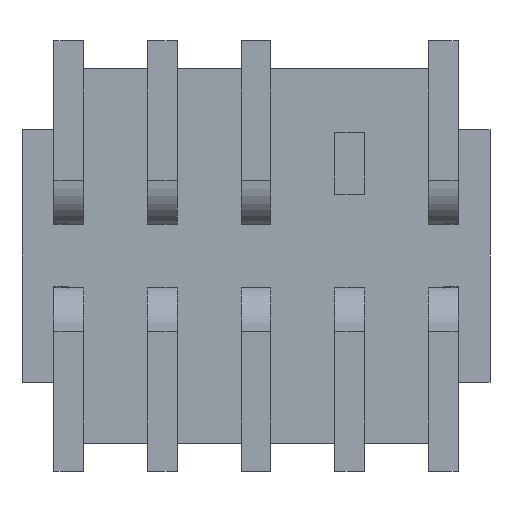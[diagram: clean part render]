
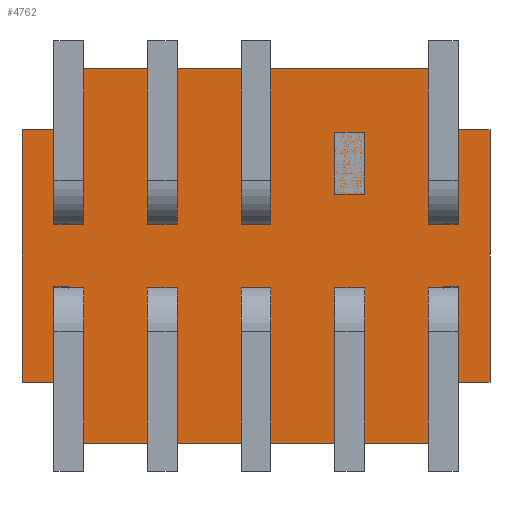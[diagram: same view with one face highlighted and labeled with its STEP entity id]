
A CAD part, front view. The second image highlights one B-rep face of the part: STEP entity #4762.
In plain terms, the highlighted planar face has unit normal (0, -1, 0).
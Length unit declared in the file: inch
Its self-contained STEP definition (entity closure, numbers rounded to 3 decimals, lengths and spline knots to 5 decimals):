
#1218=ORIENTED_EDGE('',*,*,#2030,.T.);
#1219=ORIENTED_EDGE('',*,*,#1999,.T.);
#1220=ORIENTED_EDGE('',*,*,#1992,.T.);
#1221=ORIENTED_EDGE('',*,*,#2017,.T.);
#1222=ORIENTED_EDGE('',*,*,#2031,.T.);
#1223=ORIENTED_EDGE('',*,*,#2007,.T.);
#1224=ORIENTED_EDGE('',*,*,#2000,.T.);
#1225=ORIENTED_EDGE('',*,*,#2021,.T.);
#1226=ORIENTED_EDGE('',*,*,#1985,.T.);
#1227=ORIENTED_EDGE('',*,*,#2032,.T.);
#1228=ORIENTED_EDGE('',*,*,#2015,.T.);
#1229=ORIENTED_EDGE('',*,*,#1989,.T.);
#1230=ORIENTED_EDGE('',*,*,#1977,.T.);
#1231=ORIENTED_EDGE('',*,*,#2033,.T.);
#1232=ORIENTED_EDGE('',*,*,#2011,.T.);
#1233=ORIENTED_EDGE('',*,*,#1981,.T.);
#1234=ORIENTED_EDGE('',*,*,#1953,.F.);
#1235=ORIENTED_EDGE('',*,*,#2034,.T.);
#1236=ORIENTED_EDGE('',*,*,#1823,.T.);
#1237=ORIENTED_EDGE('',*,*,#2035,.T.);
#1238=ORIENTED_EDGE('',*,*,#1846,.F.);
#1239=ORIENTED_EDGE('',*,*,#1957,.F.);
#1240=ORIENTED_EDGE('',*,*,#1853,.F.);
#1241=ORIENTED_EDGE('',*,*,#2036,.T.);
#1242=ORIENTED_EDGE('',*,*,#2037,.T.);
#1243=ORIENTED_EDGE('',*,*,#2038,.T.);
#1244=ORIENTED_EDGE('',*,*,#1950,.F.);
#1245=ORIENTED_EDGE('',*,*,#1975,.F.);
#1823=EDGE_CURVE('',#2338,#2337,#2900,.T.);
#1846=EDGE_CURVE('',#2356,#2353,#2923,.T.);
#1853=EDGE_CURVE('',#2362,#2363,#2930,.T.);
#1950=EDGE_CURVE('',#2435,#2432,#3027,.T.);
#1953=EDGE_CURVE('',#2438,#2439,#3030,.T.);
#1957=EDGE_CURVE('',#2363,#2356,#3034,.T.);
#1975=EDGE_CURVE('',#2439,#2435,#3052,.T.);
#1977=EDGE_CURVE('',#2455,#2453,#3054,.T.);
#1981=EDGE_CURVE('',#2457,#2455,#3058,.T.);
#1985=EDGE_CURVE('',#2461,#2459,#3062,.T.);
#1989=EDGE_CURVE('',#2463,#2461,#3066,.T.);
#1992=EDGE_CURVE('',#2465,#2466,#3069,.T.);
#1999=EDGE_CURVE('',#2470,#2465,#3076,.T.);
#2000=EDGE_CURVE('',#2471,#2472,#3077,.T.);
#2007=EDGE_CURVE('',#2476,#2471,#3084,.T.);
#2011=EDGE_CURVE('',#2478,#2457,#3088,.T.);
#2015=EDGE_CURVE('',#2480,#2463,#3092,.T.);
#2017=EDGE_CURVE('',#2466,#2481,#3094,.T.);
#2021=EDGE_CURVE('',#2472,#2483,#3098,.T.);
#2030=EDGE_CURVE('',#2481,#2470,#3107,.T.);
#2031=EDGE_CURVE('',#2483,#2476,#3108,.T.);
#2032=EDGE_CURVE('',#2459,#2480,#3109,.T.);
#2033=EDGE_CURVE('',#2453,#2478,#3110,.T.);
#2034=EDGE_CURVE('',#2438,#2338,#3111,.T.);
#2035=EDGE_CURVE('',#2337,#2353,#3112,.T.);
#2036=EDGE_CURVE('',#2362,#2487,#3113,.T.);
#2037=EDGE_CURVE('',#2487,#2488,#3114,.T.);
#2038=EDGE_CURVE('',#2488,#2432,#3115,.T.);
#2337=VERTEX_POINT('',#7143);
#2338=VERTEX_POINT('',#7145);
#2353=VERTEX_POINT('',#7185);
#2356=VERTEX_POINT('',#7190);
#2362=VERTEX_POINT('',#7205);
#2363=VERTEX_POINT('',#7207);
#2432=VERTEX_POINT('',#7400);
#2435=VERTEX_POINT('',#7405);
#2438=VERTEX_POINT('',#7412);
#2439=VERTEX_POINT('',#7414);
#2453=VERTEX_POINT('',#7455);
#2455=VERTEX_POINT('',#7458);
#2457=VERTEX_POINT('',#7465);
#2459=VERTEX_POINT('',#7471);
#2461=VERTEX_POINT('',#7474);
#2463=VERTEX_POINT('',#7481);
#2465=VERTEX_POINT('',#7487);
#2466=VERTEX_POINT('',#7488);
#2470=VERTEX_POINT('',#7497);
#2471=VERTEX_POINT('',#7503);
#2472=VERTEX_POINT('',#7504);
#2476=VERTEX_POINT('',#7513);
#2478=VERTEX_POINT('',#7520);
#2480=VERTEX_POINT('',#7527);
#2481=VERTEX_POINT('',#7533);
#2483=VERTEX_POINT('',#7540);
#2487=VERTEX_POINT('',#7563);
#2488=VERTEX_POINT('',#7565);
#2900=LINE('',#7144,#3549);
#2923=LINE('',#7191,#3572);
#2930=LINE('',#7206,#3579);
#3027=LINE('',#7406,#3676);
#3030=LINE('',#7413,#3679);
#3034=LINE('',#7421,#3683);
#3052=LINE('',#7452,#3701);
#3054=LINE('',#7457,#3703);
#3058=LINE('',#7464,#3707);
#3062=LINE('',#7473,#3711);
#3066=LINE('',#7480,#3715);
#3069=LINE('',#7486,#3718);
#3076=LINE('',#7500,#3725);
#3077=LINE('',#7502,#3726);
#3084=LINE('',#7516,#3733);
#3088=LINE('',#7523,#3737);
#3092=LINE('',#7530,#3741);
#3094=LINE('',#7535,#3743);
#3098=LINE('',#7542,#3747);
#3107=LINE('',#7556,#3756);
#3108=LINE('',#7557,#3757);
#3109=LINE('',#7558,#3758);
#3110=LINE('',#7559,#3759);
#3111=LINE('',#7560,#3760);
#3112=LINE('',#7561,#3761);
#3113=LINE('',#7562,#3762);
#3114=LINE('',#7564,#3763);
#3115=LINE('',#7566,#3764);
#3549=VECTOR('',#5864,39.37008);
#3572=VECTOR('',#5897,39.37008);
#3579=VECTOR('',#5908,39.37008);
#3676=VECTOR('',#6065,39.37008);
#3679=VECTOR('',#6070,39.37008);
#3683=VECTOR('',#6076,39.37008);
#3701=VECTOR('',#6098,39.37008);
#3703=VECTOR('',#6102,39.37008);
#3707=VECTOR('',#6108,39.37008);
#3711=VECTOR('',#6114,39.37008);
#3715=VECTOR('',#6120,39.37008);
#3718=VECTOR('',#6125,39.37008);
#3725=VECTOR('',#6134,39.37008);
#3726=VECTOR('',#6137,39.37008);
#3733=VECTOR('',#6146,39.37008);
#3737=VECTOR('',#6152,39.37008);
#3741=VECTOR('',#6158,39.37008);
#3743=VECTOR('',#6162,39.37008);
#3747=VECTOR('',#6168,39.37008);
#3756=VECTOR('',#6183,39.37008);
#3757=VECTOR('',#6184,39.37008);
#3758=VECTOR('',#6185,39.37008);
#3759=VECTOR('',#6186,39.37008);
#3760=VECTOR('',#6187,39.37008);
#3761=VECTOR('',#6188,39.37008);
#3762=VECTOR('',#6189,39.37008);
#3763=VECTOR('',#6190,39.37008);
#3764=VECTOR('',#6191,39.37008);
#4014=EDGE_LOOP('',(#1218,#1219,#1220,#1221));
#4015=EDGE_LOOP('',(#1222,#1223,#1224,#1225));
#4016=EDGE_LOOP('',(#1226,#1227,#1228,#1229));
#4017=EDGE_LOOP('',(#1230,#1231,#1232,#1233));
#4018=EDGE_LOOP('',(#1234,#1235,#1236,#1237,#1238,#1239,#1240,#1241,#1242,
#1243,#1244,#1245));
#4275=FACE_BOUND('',#4014,.T.);
#4276=FACE_BOUND('',#4015,.T.);
#4277=FACE_BOUND('',#4016,.T.);
#4278=FACE_BOUND('',#4017,.T.);
#4279=FACE_BOUND('',#4018,.T.);
#4516=PLANE('',#5066);
#4762=ADVANCED_FACE('',(#4275,#4276,#4277,#4278,#4279),#4516,.F.);
#5066=AXIS2_PLACEMENT_3D('',#7555,#6181,#6182);
#5864=DIRECTION('',(-1.,0.,0.));
#5897=DIRECTION('',(1.,0.,0.));
#5908=DIRECTION('',(-1.,0.,0.));
#6065=DIRECTION('',(-1.,0.,0.));
#6070=DIRECTION('',(1.,0.,0.));
#6076=DIRECTION('',(0.,0.,1.));
#6098=DIRECTION('',(0.,0.,-1.));
#6102=DIRECTION('',(-1.,0.,0.));
#6108=DIRECTION('',(0.,0.,-1.));
#6114=DIRECTION('',(-1.,0.,0.));
#6120=DIRECTION('',(0.,0.,-1.));
#6125=DIRECTION('',(0.,0.,1.));
#6134=DIRECTION('',(-1.,0.,0.));
#6137=DIRECTION('',(0.,0.,1.));
#6146=DIRECTION('',(-1.,0.,0.));
#6152=DIRECTION('',(1.,0.,0.));
#6158=DIRECTION('',(1.,0.,0.));
#6162=DIRECTION('',(1.,0.,0.));
#6168=DIRECTION('',(1.,0.,0.));
#6181=DIRECTION('',(0.,1.,0.));
#6182=DIRECTION('',(0.,0.,1.));
#6183=DIRECTION('',(0.,0.,-1.));
#6184=DIRECTION('',(0.,0.,-1.));
#6185=DIRECTION('',(0.,0.,1.));
#6186=DIRECTION('',(0.,0.,1.));
#6187=DIRECTION('',(0.,0.,1.));
#6188=DIRECTION('',(0.,0.,-1.));
#6189=DIRECTION('',(0.,0.,-1.));
#6190=DIRECTION('',(1.,0.,0.));
#6191=DIRECTION('',(0.,0.,1.));
#7143=CARTESIAN_POINT('',(-0.1,0.,0.1));
#7144=CARTESIAN_POINT('',(0.1,0.,0.1));
#7145=CARTESIAN_POINT('',(0.1,0.,0.1));
#7185=CARTESIAN_POINT('',(-0.1,0.,0.0675));
#7190=CARTESIAN_POINT('',(-0.125,0.,0.0675));
#7191=CARTESIAN_POINT('',(-0.125,0.,0.0675));
#7205=CARTESIAN_POINT('',(-0.1,0.,-0.0675));
#7206=CARTESIAN_POINT('',(0.125,0.,-0.0675));
#7207=CARTESIAN_POINT('',(-0.125,0.,-0.0675));
#7400=CARTESIAN_POINT('',(0.1,0.,-0.0675));
#7405=CARTESIAN_POINT('',(0.125,0.,-0.0675));
#7406=CARTESIAN_POINT('',(0.125,0.,-0.0675));
#7412=CARTESIAN_POINT('',(0.1,0.,0.0675));
#7413=CARTESIAN_POINT('',(-0.125,0.,0.0675));
#7414=CARTESIAN_POINT('',(0.125,0.,0.0675));
#7421=CARTESIAN_POINT('',(-0.125,0.,-0.0675));
#7452=CARTESIAN_POINT('',(0.125,0.,0.0675));
#7455=CARTESIAN_POINT('',(0.1,0.,-0.0325));
#7457=CARTESIAN_POINT('',(0.108,0.,-0.0325));
#7458=CARTESIAN_POINT('',(0.108,0.,-0.0325));
#7464=CARTESIAN_POINT('',(0.108,0.,-0.0165));
#7465=CARTESIAN_POINT('',(0.108,0.,-0.0165));
#7471=CARTESIAN_POINT('',(0.1,0.,0.0175));
#7473=CARTESIAN_POINT('',(0.108,0.,0.0175));
#7474=CARTESIAN_POINT('',(0.108,0.,0.0175));
#7480=CARTESIAN_POINT('',(0.108,0.,0.0335));
#7481=CARTESIAN_POINT('',(0.108,0.,0.0335));
#7486=CARTESIAN_POINT('',(-0.108,0.,-0.0325));
#7487=CARTESIAN_POINT('',(-0.108,0.,-0.0325));
#7488=CARTESIAN_POINT('',(-0.108,0.,-0.0165));
#7497=CARTESIAN_POINT('',(-0.1,0.,-0.0325));
#7500=CARTESIAN_POINT('',(-0.092,0.,-0.0325));
#7502=CARTESIAN_POINT('',(-0.108,0.,0.0175));
#7503=CARTESIAN_POINT('',(-0.108,0.,0.0175));
#7504=CARTESIAN_POINT('',(-0.108,0.,0.0335));
#7513=CARTESIAN_POINT('',(-0.1,0.,0.0175));
#7516=CARTESIAN_POINT('',(-0.092,0.,0.0175));
#7520=CARTESIAN_POINT('',(0.1,0.,-0.0165));
#7523=CARTESIAN_POINT('',(0.092,0.,-0.0165));
#7527=CARTESIAN_POINT('',(0.1,0.,0.0335));
#7530=CARTESIAN_POINT('',(0.092,0.,0.0335));
#7533=CARTESIAN_POINT('',(-0.1,0.,-0.0165));
#7535=CARTESIAN_POINT('',(-0.108,0.,-0.0165));
#7540=CARTESIAN_POINT('',(-0.1,0.,0.0335));
#7542=CARTESIAN_POINT('',(-0.108,0.,0.0335));
#7555=CARTESIAN_POINT('',(0.,0.,0.));
#7556=CARTESIAN_POINT('',(-0.1,0.,0.1));
#7557=CARTESIAN_POINT('',(-0.1,0.,0.1));
#7558=CARTESIAN_POINT('',(0.1,0.,-0.1));
#7559=CARTESIAN_POINT('',(0.1,0.,-0.1));
#7560=CARTESIAN_POINT('',(0.1,0.,-0.1));
#7561=CARTESIAN_POINT('',(-0.1,0.,0.1));
#7562=CARTESIAN_POINT('',(-0.1,0.,0.1));
#7563=CARTESIAN_POINT('',(-0.1,0.,-0.1));
#7564=CARTESIAN_POINT('',(-0.1,0.,-0.1));
#7565=CARTESIAN_POINT('',(0.1,0.,-0.1));
#7566=CARTESIAN_POINT('',(0.1,0.,-0.1));
